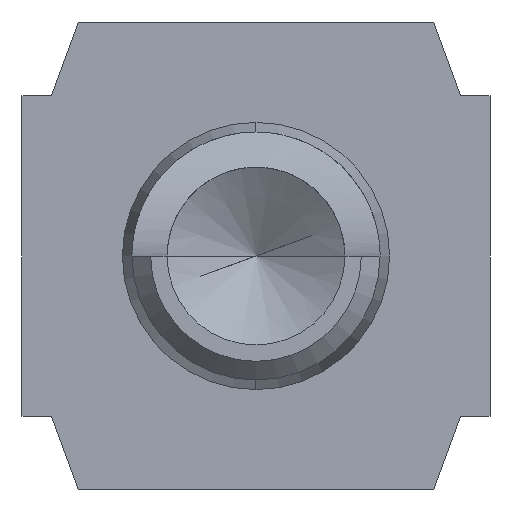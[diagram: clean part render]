
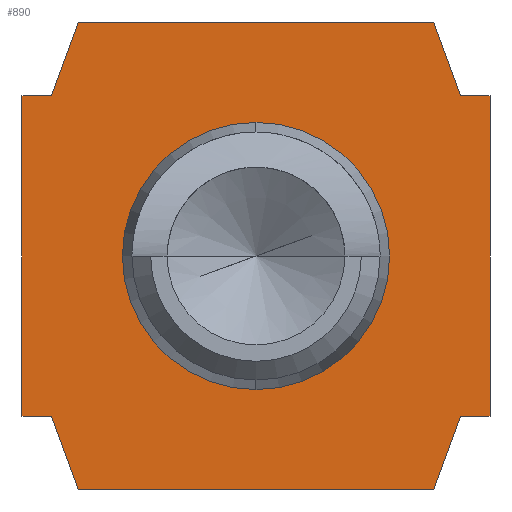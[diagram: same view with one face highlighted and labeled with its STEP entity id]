
A CAD part, front view. The second image highlights one B-rep face of the part: STEP entity #890.
In plain terms, the highlighted planar face has unit normal (0, -1, 0).
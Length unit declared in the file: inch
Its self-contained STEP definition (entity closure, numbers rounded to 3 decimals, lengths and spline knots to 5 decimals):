
#1 = ORIENTED_EDGE ( 'NONE', *, *, #82, .T. ) ;
#4 = EDGE_LOOP ( 'NONE', ( #514, #1 ) ) ;
#7 = DIRECTION ( 'NONE',  ( -1., 0., 0. ) ) ;
#8 = LINE ( 'NONE', #16, #948 ) ;
#11 = VERTEX_POINT ( 'NONE', #636 ) ;
#16 = CARTESIAN_POINT ( 'NONE',  ( 0.08797, -0.11, -0.08425 ) ) ;
#23 = ORIENTED_EDGE ( 'NONE', *, *, #585, .F. ) ;
#28 = CARTESIAN_POINT ( 'NONE',  ( 0., -0.11, 0. ) ) ;
#39 = DIRECTION ( 'NONE',  ( 1., 0., 0. ) ) ;
#58 = DIRECTION ( 'NONE',  ( 0., 0., 1. ) ) ;
#75 = VECTOR ( 'NONE', #39, 39.37008 ) ;
#82 = EDGE_CURVE ( 'NONE', #413, #260, #305, .T. ) ;
#99 = VERTEX_POINT ( 'NONE', #653 ) ;
#101 = EDGE_CURVE ( 'NONE', #11, #1170, #1226, .T. ) ;
#108 = LINE ( 'NONE', #1014, #544 ) ;
#134 = CARTESIAN_POINT ( 'NONE',  ( 0.08797, -0.11, -0.08425 ) ) ;
#144 = CARTESIAN_POINT ( 'NONE',  ( 0.03797, -0.11, -0.02145 ) ) ;
#145 = CARTESIAN_POINT ( 'NONE',  ( 0.08797, -0.11, -0.01575 ) ) ;
#158 = CARTESIAN_POINT ( 'NONE',  ( -0.00573, -0.11, -0.01575 ) ) ;
#168 = DIRECTION ( 'NONE',  ( 0., 1., 0. ) ) ;
#191 = LINE ( 'NONE', #1096, #619 ) ;
#203 = DIRECTION ( 'NONE',  ( 0., 0., 1. ) ) ;
#239 = EDGE_CURVE ( 'NONE', #99, #927, #8, .T. ) ;
#241 = VECTOR ( 'NONE', #295, 39.37008 ) ;
#249 = LINE ( 'NONE', #576, #950 ) ;
#253 = VERTEX_POINT ( 'NONE', #820 ) ;
#260 = VERTEX_POINT ( 'NONE', #144 ) ;
#273 = EDGE_CURVE ( 'NONE', #927, #253, #249, .T. ) ;
#282 = CARTESIAN_POINT ( 'NONE',  ( 0., -0.11, 0. ) ) ;
#283 = DIRECTION ( 'NONE',  ( 0., 1., 0. ) ) ;
#285 = VECTOR ( 'NONE', #375, 39.37008 ) ;
#295 = DIRECTION ( 'NONE',  ( -1., 0., 0. ) ) ;
#305 = CIRCLE ( 'NONE', #1213, 0.02855 ) ;
#306 = VERTEX_POINT ( 'NONE', #1379 ) ;
#320 = DIRECTION ( 'NONE',  ( 1., 0., 0. ) ) ;
#324 = DIRECTION ( 'NONE',  ( 1., 0., 0. ) ) ;
#325 = DIRECTION ( 'NONE',  ( -0.342, 0., 0.94 ) ) ;
#343 = LINE ( 'NONE', #552, #481 ) ;
#375 = DIRECTION ( 'NONE',  ( 0.342, 0., 0.94 ) ) ;
#394 = CARTESIAN_POINT ( 'NONE',  ( 0.08797, -0.11, -0.01575 ) ) ;
#413 = VERTEX_POINT ( 'NONE', #511 ) ;
#420 = DIRECTION ( 'NONE',  ( 0., 0., -1. ) ) ;
#439 = EDGE_CURVE ( 'NONE', #260, #413, #1347, .T. ) ;
#458 = DIRECTION ( 'NONE',  ( -0.342, 0., -0.94 ) ) ;
#477 = VECTOR ( 'NONE', #1123, 39.37008 ) ;
#481 = VECTOR ( 'NONE', #325, 39.37008 ) ;
#489 = ORIENTED_EDGE ( 'NONE', *, *, #101, .F. ) ;
#492 = FACE_BOUND ( 'NONE', #4, .T. ) ;
#493 = CARTESIAN_POINT ( 'NONE',  ( 0.03797, -0.11, -0.05 ) ) ;
#497 = LINE ( 'NONE', #1342, #1383 ) ;
#511 = CARTESIAN_POINT ( 'NONE',  ( 0.03797, -0.11, -0.07855 ) ) ;
#514 = ORIENTED_EDGE ( 'NONE', *, *, #439, .T. ) ;
#541 = LINE ( 'NONE', #1229, #1150 ) ;
#544 = VECTOR ( 'NONE', #7, 39.37008 ) ;
#549 = CARTESIAN_POINT ( 'NONE',  ( 0.07593, -0.11, -0.1 ) ) ;
#552 = CARTESIAN_POINT ( 'NONE',  ( 0., -0.11, -0.1 ) ) ;
#572 = ORIENTED_EDGE ( 'NONE', *, *, #709, .F. ) ;
#576 = CARTESIAN_POINT ( 'NONE',  ( 0.07593, -0.11, -0.1 ) ) ;
#585 = EDGE_CURVE ( 'NONE', #1219, #729, #191, .T. ) ;
#592 = DIRECTION ( 'NONE',  ( 0., 0., -1. ) ) ;
#609 = LINE ( 'NONE', #394, #75 ) ;
#610 = ORIENTED_EDGE ( 'NONE', *, *, #1225, .F. ) ;
#619 = VECTOR ( 'NONE', #320, 39.37008 ) ;
#636 = CARTESIAN_POINT ( 'NONE',  ( 0.07593, -0.11, 0. ) ) ;
#639 = VERTEX_POINT ( 'NONE', #28 ) ;
#653 = CARTESIAN_POINT ( 'NONE',  ( 0.08797, -0.11, -0.08425 ) ) ;
#655 = CARTESIAN_POINT ( 'NONE',  ( 0., -0.11, -0.1 ) ) ;
#674 = ORIENTED_EDGE ( 'NONE', *, *, #1179, .F. ) ;
#709 = EDGE_CURVE ( 'NONE', #850, #306, #108, .T. ) ;
#729 = VERTEX_POINT ( 'NONE', #158 ) ;
#736 = DIRECTION ( 'NONE',  ( 0., 0., 1. ) ) ;
#792 = VERTEX_POINT ( 'NONE', #851 ) ;
#804 = AXIS2_PLACEMENT_3D ( 'NONE', #655, #1205, #420 ) ;
#820 = CARTESIAN_POINT ( 'NONE',  ( 0.07593, -0.11, -0.1 ) ) ;
#834 = FACE_OUTER_BOUND ( 'NONE', #992, .T. ) ;
#850 = VERTEX_POINT ( 'NONE', #938 ) ;
#851 = CARTESIAN_POINT ( 'NONE',  ( 0., -0.11, -0.1 ) ) ;
#861 = ORIENTED_EDGE ( 'NONE', *, *, #273, .F. ) ;
#873 = ORIENTED_EDGE ( 'NONE', *, *, #1004, .F. ) ;
#889 = CARTESIAN_POINT ( 'NONE',  ( 0.08167, -0.11, -0.08425 ) ) ;
#890 = ADVANCED_FACE ( 'NONE', ( #492, #834 ), #1290, .T. ) ;
#918 = DIRECTION ( 'NONE',  ( -1., 0., 0. ) ) ;
#927 = VERTEX_POINT ( 'NONE', #889 ) ;
#938 = CARTESIAN_POINT ( 'NONE',  ( -0.00573, -0.11, -0.08425 ) ) ;
#948 = VECTOR ( 'NONE', #918, 39.37008 ) ;
#950 = VECTOR ( 'NONE', #458, 39.37008 ) ;
#967 = EDGE_CURVE ( 'NONE', #306, #1219, #541, .T. ) ;
#970 = CARTESIAN_POINT ( 'NONE',  ( 0.03797, -0.11, -0.05 ) ) ;
#987 = ORIENTED_EDGE ( 'NONE', *, *, #239, .F. ) ;
#992 = EDGE_LOOP ( 'NONE', ( #1019, #873, #861, #987, #674, #610, #489, #1149, #1398, #23, #1356, #572 ) ) ;
#1004 = EDGE_CURVE ( 'NONE', #253, #792, #1457, .T. ) ;
#1008 = CARTESIAN_POINT ( 'NONE',  ( 0.07593, -0.11, 0. ) ) ;
#1014 = CARTESIAN_POINT ( 'NONE',  ( -0.01203, -0.11, -0.08425 ) ) ;
#1019 = ORIENTED_EDGE ( 'NONE', *, *, #1387, .F. ) ;
#1079 = LINE ( 'NONE', #282, #285 ) ;
#1096 = CARTESIAN_POINT ( 'NONE',  ( -0.01203, -0.11, -0.01575 ) ) ;
#1111 = EDGE_CURVE ( 'NONE', #639, #11, #497, .T. ) ;
#1123 = DIRECTION ( 'NONE',  ( 0.342, 0., -0.94 ) ) ;
#1149 = ORIENTED_EDGE ( 'NONE', *, *, #1111, .F. ) ;
#1150 = VECTOR ( 'NONE', #203, 39.37008 ) ;
#1170 = VERTEX_POINT ( 'NONE', #1380 ) ;
#1179 = EDGE_CURVE ( 'NONE', #1250, #99, #1271, .T. ) ;
#1194 = VECTOR ( 'NONE', #592, 39.37008 ) ;
#1205 = DIRECTION ( 'NONE',  ( 0., -1., 0. ) ) ;
#1213 = AXIS2_PLACEMENT_3D ( 'NONE', #970, #283, #58 ) ;
#1219 = VERTEX_POINT ( 'NONE', #1389 ) ;
#1222 = EDGE_CURVE ( 'NONE', #729, #639, #1079, .T. ) ;
#1225 = EDGE_CURVE ( 'NONE', #1170, #1250, #609, .T. ) ;
#1226 = LINE ( 'NONE', #1008, #477 ) ;
#1229 = CARTESIAN_POINT ( 'NONE',  ( -0.01203, -0.11, -0.08425 ) ) ;
#1250 = VERTEX_POINT ( 'NONE', #145 ) ;
#1258 = AXIS2_PLACEMENT_3D ( 'NONE', #493, #168, #736 ) ;
#1271 = LINE ( 'NONE', #134, #1194 ) ;
#1290 = PLANE ( 'NONE',  #804 ) ;
#1342 = CARTESIAN_POINT ( 'NONE',  ( 0., -0.11, 0. ) ) ;
#1347 = CIRCLE ( 'NONE', #1258, 0.02855 ) ;
#1356 = ORIENTED_EDGE ( 'NONE', *, *, #967, .F. ) ;
#1379 = CARTESIAN_POINT ( 'NONE',  ( -0.01203, -0.11, -0.08425 ) ) ;
#1380 = CARTESIAN_POINT ( 'NONE',  ( 0.08167, -0.11, -0.01575 ) ) ;
#1383 = VECTOR ( 'NONE', #324, 39.37008 ) ;
#1387 = EDGE_CURVE ( 'NONE', #792, #850, #343, .T. ) ;
#1389 = CARTESIAN_POINT ( 'NONE',  ( -0.01203, -0.11, -0.01575 ) ) ;
#1398 = ORIENTED_EDGE ( 'NONE', *, *, #1222, .F. ) ;
#1457 = LINE ( 'NONE', #549, #241 ) ;
